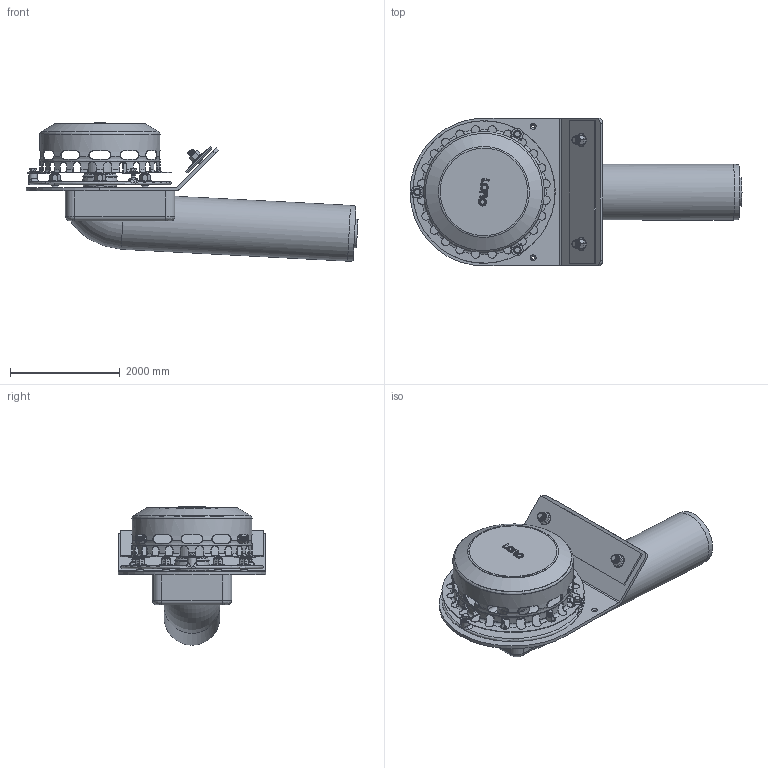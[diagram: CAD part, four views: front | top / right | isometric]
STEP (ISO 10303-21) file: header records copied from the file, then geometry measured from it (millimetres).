
FILE_DESCRIPTION(/* description */ (''),/* implementation_level */ '2;1');
FILE_NAME(/* name */ '13605.100X_3D.stp',/* time_stamp */ '2024-12-11T14:49:34+01:00',/* author */ ('CAD'),/* organization */ (''),/* preprocessor_version */ 'ST-DEVELOPER v20',/* originating_system */ 'AutoCAD Mechanical',/* authorisation */ '');
FILE_SCHEMA (('AUTOMOTIVE_DESIGN { 1 0 10303 214 3 1 1 }'));
Length unit declared in the file: centimetre
Products named in the file (10): Product; KORB; *U3; *U2; STUTZEN; *U5; *U4; *U7; *U6; *S8
Assembly tree (18 placements, depth 3):
  Product
    KORB
    *U3
      *U2  x3
    STUTZEN
    *U5
      *U4  x6
    *U7
      *U6  x3
    *S8
Bounding box: 6063.65 x 2700 x 2526.05 mm (x, y, z)
Volume: 1497831761.9 mm3; surface area: 110572414.4 mm2
Topology: 39 solids, 39 shells, 1522 faces, 3598 edges, 2128 vertices
Faces by surface type: cylinder 526, cone 470, plane 369, torus 130, bspline 24, sphere 3
Full cylindrical faces by diameter (mm): 40 x3, 55 x2, 70 x12, 80 x24, 105 x2, 120 x144, 133.198 x40, 160 x8, 500 x4, 530 x4, 558.788 x1, 560 x1, 578.049 x1, 590 x1, 600 x1, 630 x1, 980 x1, 1020 x1, 1220 x1, 1330 x1, 2180 x2, 2200 x2, 2600 x1
Entity records: 45056 total; most frequent: CARTESIAN_POINT 15567, DIRECTION 6410, ORIENTED_EDGE 5996, EDGE_CURVE 2998, AXIS2_PLACEMENT_3D 2619, VERTEX_POINT 1762, EDGE_LOOP 1370, CIRCLE 1323
